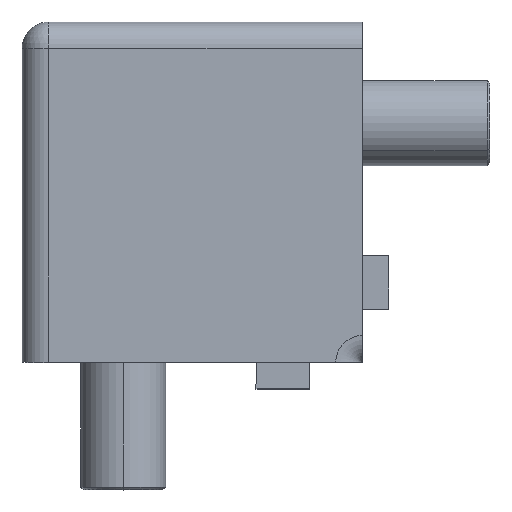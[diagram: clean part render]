
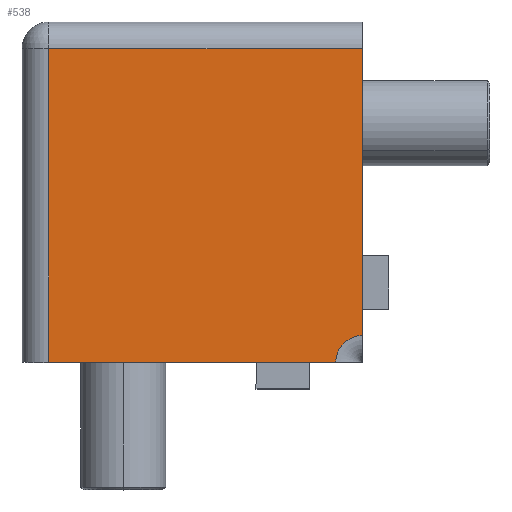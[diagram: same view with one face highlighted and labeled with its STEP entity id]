
A CAD part, top view. The second image highlights one B-rep face of the part: STEP entity #538.
In plain terms, the highlighted planar face has unit normal (0, 0, 1).
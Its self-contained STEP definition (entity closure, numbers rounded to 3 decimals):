
#304 = EDGE_CURVE ( 'NONE', #314, #515, #1284, .T. ) ;
#308 = ORIENTED_EDGE ( 'NONE', *, *, #533, .T. ) ;
#314 = VERTEX_POINT ( 'NONE', #465 ) ;
#465 = CARTESIAN_POINT ( 'NONE',  ( 2.5, 29.5, 9.25 ) ) ;
#499 = EDGE_LOOP ( 'NONE', ( #530, #524, #523, #308, #529 ) ) ;
#515 = VERTEX_POINT ( 'NONE', #1560 ) ;
#516 = EDGE_CURVE ( 'NONE', #515, #518, #1612, .T. ) ;
#518 = VERTEX_POINT ( 'NONE', #1603 ) ;
#523 = ORIENTED_EDGE ( 'NONE', *, *, #559, .T. ) ;
#524 = ORIENTED_EDGE ( 'NONE', *, *, #541, .F. ) ;
#529 = ORIENTED_EDGE ( 'NONE', *, *, #304, .T. ) ;
#530 = ORIENTED_EDGE ( 'NONE', *, *, #516, .T. ) ;
#533 = EDGE_CURVE ( 'NONE', #623, #314, #1596, .T. ) ;
#538 = ADVANCED_FACE ( 'NONE', ( #1595 ), #1638, .F. ) ;
#541 = EDGE_CURVE ( 'NONE', #621, #518, #1623, .T. ) ;
#559 = EDGE_CURVE ( 'NONE', #621, #623, #1661, .T. ) ;
#621 = VERTEX_POINT ( 'NONE', #1789 ) ;
#623 = VERTEX_POINT ( 'NONE', #1802 ) ;
#1279 = DIRECTION ( 'NONE',  ( 0., -1., 0. ) ) ;
#1280 = VECTOR ( 'NONE', #1279, 1000. ) ;
#1281 = CARTESIAN_POINT ( 'NONE',  ( 2.5, 32., 9.25 ) ) ;
#1284 = LINE ( 'NONE', #1281, #1280 ) ;
#1560 = CARTESIAN_POINT ( 'NONE',  ( 2.5, 0., 9.25 ) ) ;
#1595 = FACE_OUTER_BOUND ( 'NONE', #499, .T. ) ;
#1596 = LINE ( 'NONE', #1645, #1644 ) ;
#1601 = DIRECTION ( 'NONE',  ( 1., 0., 0. ) ) ;
#1602 = VECTOR ( 'NONE', #1601, 1000. ) ;
#1603 = CARTESIAN_POINT ( 'NONE',  ( 29.5, 0., 9.25 ) ) ;
#1611 = CARTESIAN_POINT ( 'NONE',  ( 0., 0., 9.25 ) ) ;
#1612 = LINE ( 'NONE', #1611, #1602 ) ;
#1620 = DIRECTION ( 'NONE',  ( 1., 0., 0. ) ) ;
#1621 = DIRECTION ( 'NONE',  ( 0., 0., 1. ) ) ;
#1622 = AXIS2_PLACEMENT_3D ( 'NONE', #1629, #1621, #1620 ) ;
#1623 = CIRCLE ( 'NONE', #1622, 2.5 ) ;
#1625 = DIRECTION ( 'NONE',  ( -1., 0., 0. ) ) ;
#1626 = DIRECTION ( 'NONE',  ( 0., 0., -1. ) ) ;
#1627 = CARTESIAN_POINT ( 'NONE',  ( 0., 32., 9.25 ) ) ;
#1629 = CARTESIAN_POINT ( 'NONE',  ( 32., 0., 9.25 ) ) ;
#1636 = DIRECTION ( 'NONE',  ( -1., 0., 0. ) ) ;
#1637 = AXIS2_PLACEMENT_3D ( 'NONE', #1627, #1626, #1625 ) ;
#1638 = PLANE ( 'NONE',  #1637 ) ;
#1644 = VECTOR ( 'NONE', #1636, 1000. ) ;
#1645 = CARTESIAN_POINT ( 'NONE',  ( 0., 29.5, 9.25 ) ) ;
#1659 = DIRECTION ( 'NONE',  ( 0., 1., 0. ) ) ;
#1660 = VECTOR ( 'NONE', #1659, 1000. ) ;
#1661 = LINE ( 'NONE', #1671, #1660 ) ;
#1671 = CARTESIAN_POINT ( 'NONE',  ( 32., 0., 9.25 ) ) ;
#1789 = CARTESIAN_POINT ( 'NONE',  ( 32., 2.5, 9.25 ) ) ;
#1802 = CARTESIAN_POINT ( 'NONE',  ( 32., 29.5, 9.25 ) ) ;
